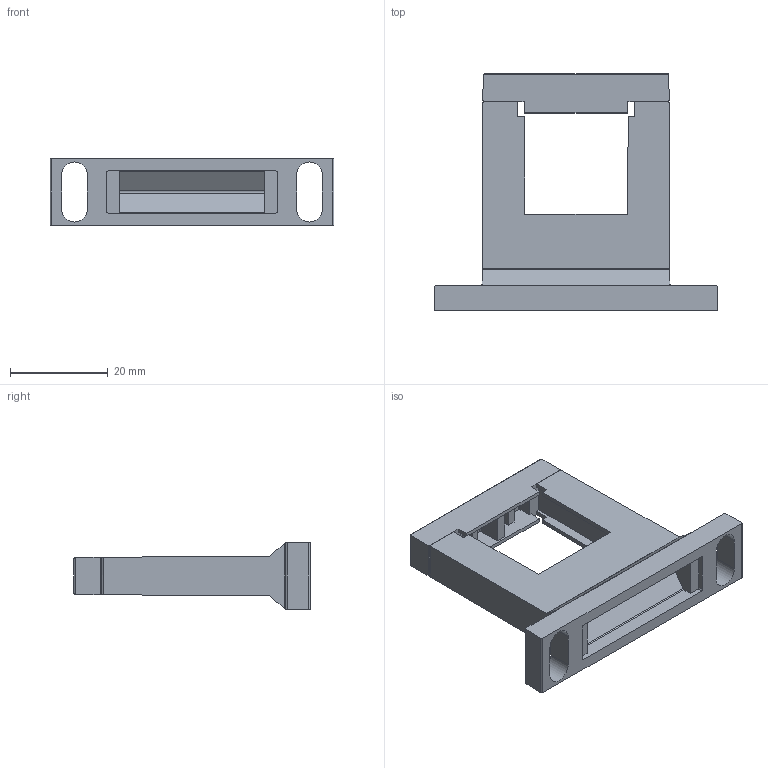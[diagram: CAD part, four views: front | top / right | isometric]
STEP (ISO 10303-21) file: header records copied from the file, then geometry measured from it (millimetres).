
FILE_DESCRIPTION(/* description */ ('STEP AP214'),/* implementation_level */ '2;1');
FILE_NAME(/* name */ 'EAC20T-P01',/* time_stamp */ '2026-03-10T14:43:28+01:00',/* author */ ('License CC BY-ND 4.0'),/* organization */ ('CADENAS'),/* preprocessor_version */ 'ST-DEVELOPER v20',/* originating_system */ 'PARTsolutions',/* authorisation */ ' ');
FILE_SCHEMA (('AUTOMOTIVE_DESIGN {1 0 10303 214 3 1 1}'));
Length unit declared in the file: millimetre
Products named in the file (1): EAC20T-P01
Bounding box: 57.98 x 48.25 x 13.6 mm (x, y, z)
Volume: 10509.8 mm3; surface area: 7294 mm2
Topology: 1 solids, 1 shells, 149 faces, 410 edges, 268 vertices
Faces by surface type: plane 108, cylinder 41
Full cylindrical faces by diameter (mm): 5.5 x2, 6 x2
Entity records: 4724 total; most frequent: CARTESIAN_POINT 824, ORIENTED_EDGE 812, DIRECTION 792, EDGE_CURVE 406, LINE 320, VECTOR 320, VERTEX_POINT 268, AXIS2_PLACEMENT_3D 236
